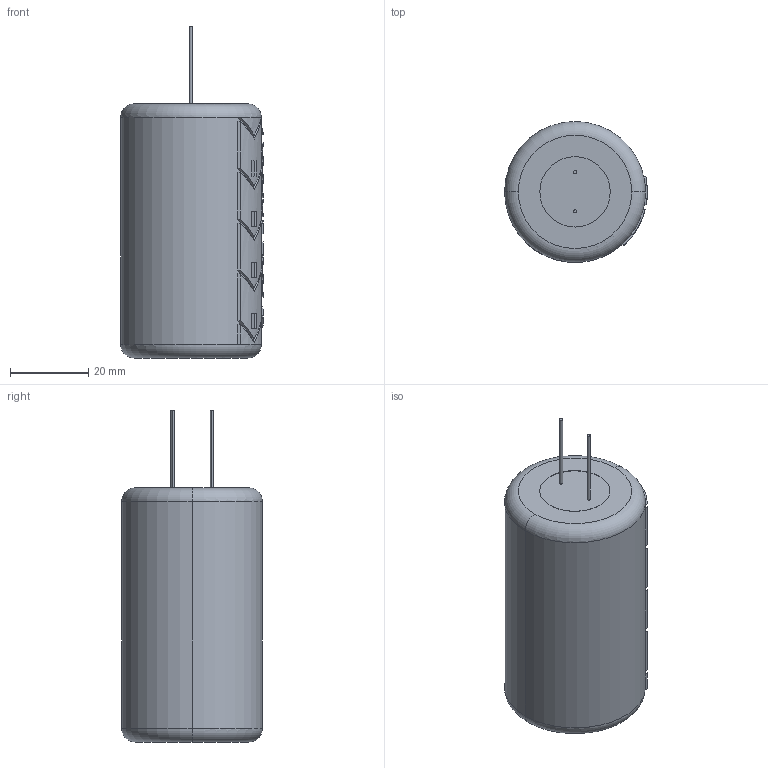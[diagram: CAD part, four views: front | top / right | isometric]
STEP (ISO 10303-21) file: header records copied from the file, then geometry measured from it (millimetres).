
FILE_DESCRIPTION (( 'STEP AP214' ), '1' );
FILE_NAME ('1000uF 400V EHU 35x65mm (EHU102M2GBA-Hitano).STEP', '2022-12-23T11:22:14', ( '' ), ( '' ), 'SwSTEP 2.0', 'SolidWorks 2021', '' );
FILE_SCHEMA (( 'AUTOMOTIVE_DESIGN' ));
Length unit declared in the file: millimetre
Products named in the file (1): 1000uF 400V EHU 35x65mm (EHU102M2GBA-Hitano)
Bounding box: 36.5 x 35.96 x 84.9 mm (x, y, z)
Volume: 65899.2 mm3; surface area: 9466.3 mm2
Topology: 1 solids, 1 shells, 186 faces, 493 edges, 326 vertices
Faces by surface type: plane 95, bspline 51, cylinder 36, torus 4
Entity records: 11101 total; most frequent: CARTESIAN_POINT 5180, ORIENTED_EDGE 986, DIRECTION 681, EDGE_CURVE 493, VERTEX_POINT 326, VECTOR 235, LINE 235, AXIS2_PLACEMENT_3D 223
